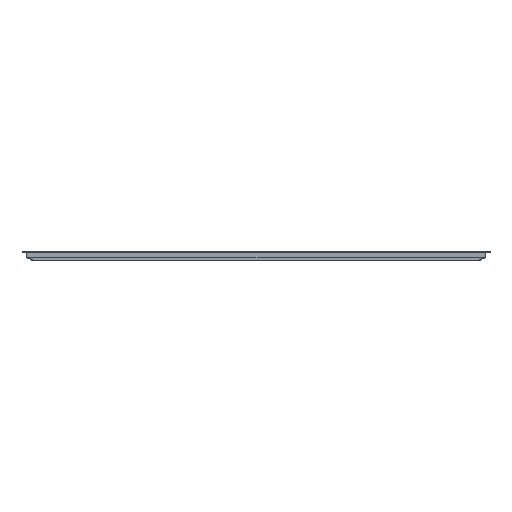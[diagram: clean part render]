
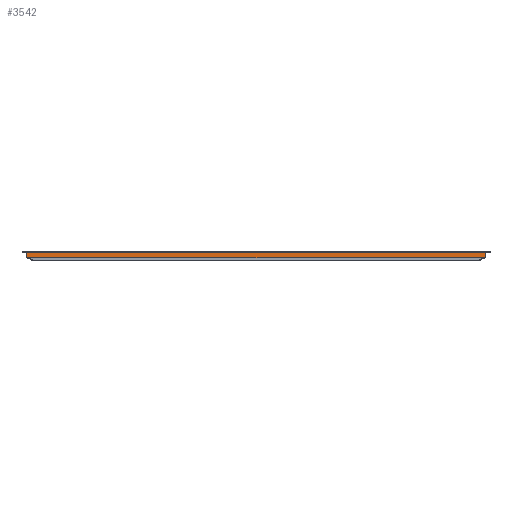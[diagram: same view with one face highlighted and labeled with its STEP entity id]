
A CAD part, top view. The second image highlights one B-rep face of the part: STEP entity #3542.
In plain terms, the highlighted planar face has unit normal (0, 0, 1).
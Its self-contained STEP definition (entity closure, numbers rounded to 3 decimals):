
#9 = EDGE_CURVE ( 'NONE', #1033, #792, #330, .T. ) ;
#14 = CIRCLE ( 'NONE', #837, 5. ) ;
#31 = DIRECTION ( 'NONE',  ( 0., -1., 0. ) ) ;
#72 = CARTESIAN_POINT ( 'NONE',  ( 528.25, -3., 47.45 ) ) ;
#289 = CARTESIAN_POINT ( 'NONE',  ( 528.25, -15., 47.45 ) ) ;
#330 = LINE ( 'NONE', #289, #3338 ) ;
#377 = DIRECTION ( 'NONE',  ( 0., 0., 1. ) ) ;
#432 = CARTESIAN_POINT ( 'NONE',  ( -528.25, -15., 47.45 ) ) ;
#545 = CARTESIAN_POINT ( 'NONE',  ( 0., 0., 47.45 ) ) ;
#679 = LINE ( 'NONE', #432, #1347 ) ;
#693 = DIRECTION ( 'NONE',  ( -1., 0., 0. ) ) ;
#697 = ORIENTED_EDGE ( 'NONE', *, *, #916, .T. ) ;
#704 = CARTESIAN_POINT ( 'NONE',  ( 0., -3., 47.45 ) ) ;
#731 = CARTESIAN_POINT ( 'NONE',  ( -528.25, -1.5, 47.45 ) ) ;
#792 = VERTEX_POINT ( 'NONE', #2576 ) ;
#837 = AXIS2_PLACEMENT_3D ( 'NONE', #1105, #1179, #2217 ) ;
#840 = DIRECTION ( 'NONE',  ( 0., -1., 0. ) ) ;
#845 = CARTESIAN_POINT ( 'NONE',  ( -528.25, -3., 47.45 ) ) ;
#887 = AXIS2_PLACEMENT_3D ( 'NONE', #545, #377, #1985 ) ;
#916 = EDGE_CURVE ( 'NONE', #2635, #2191, #1631, .T. ) ;
#928 = FACE_OUTER_BOUND ( 'NONE', #999, .T. ) ;
#932 = ORIENTED_EDGE ( 'NONE', *, *, #2083, .F. ) ;
#990 = AXIS2_PLACEMENT_3D ( 'NONE', #3104, #2503, #31 ) ;
#999 = EDGE_LOOP ( 'NONE', ( #1084, #697, #932, #1819, #2812, #1334 ) ) ;
#1033 = VERTEX_POINT ( 'NONE', #72 ) ;
#1084 = ORIENTED_EDGE ( 'NONE', *, *, #2639, .F. ) ;
#1105 = CARTESIAN_POINT ( 'NONE',  ( 523.25, -10., 47.45 ) ) ;
#1131 = EDGE_CURVE ( 'NONE', #1033, #2365, #2642, .T. ) ;
#1179 = DIRECTION ( 'NONE',  ( 0., 0., 1. ) ) ;
#1322 = LINE ( 'NONE', #731, #1750 ) ;
#1334 = ORIENTED_EDGE ( 'NONE', *, *, #1131, .T. ) ;
#1347 = VECTOR ( 'NONE', #693, 1000. ) ;
#1630 = DIRECTION ( 'NONE',  ( 0., 1., 0. ) ) ;
#1631 = CIRCLE ( 'NONE', #990, 5. ) ;
#1727 = PLANE ( 'NONE',  #887 ) ;
#1750 = VECTOR ( 'NONE', #1630, 1000. ) ;
#1811 = VECTOR ( 'NONE', #2285, 1000. ) ;
#1819 = ORIENTED_EDGE ( 'NONE', *, *, #2418, .T. ) ;
#1825 = CARTESIAN_POINT ( 'NONE',  ( -523.25, -15., 47.45 ) ) ;
#1985 = DIRECTION ( 'NONE',  ( 0., -1., 0. ) ) ;
#2083 = EDGE_CURVE ( 'NONE', #2717, #2191, #679, .T. ) ;
#2132 = CARTESIAN_POINT ( 'NONE',  ( -528.25, -10., 47.45 ) ) ;
#2191 = VERTEX_POINT ( 'NONE', #1825 ) ;
#2217 = DIRECTION ( 'NONE',  ( 0., -1., 0. ) ) ;
#2285 = DIRECTION ( 'NONE',  ( -1., 0., 0. ) ) ;
#2365 = VERTEX_POINT ( 'NONE', #845 ) ;
#2418 = EDGE_CURVE ( 'NONE', #2717, #792, #14, .T. ) ;
#2503 = DIRECTION ( 'NONE',  ( 0., 0., 1. ) ) ;
#2576 = CARTESIAN_POINT ( 'NONE',  ( 528.25, -10., 47.45 ) ) ;
#2635 = VERTEX_POINT ( 'NONE', #2132 ) ;
#2639 = EDGE_CURVE ( 'NONE', #2635, #2365, #1322, .T. ) ;
#2642 = LINE ( 'NONE', #704, #1811 ) ;
#2717 = VERTEX_POINT ( 'NONE', #3520 ) ;
#2812 = ORIENTED_EDGE ( 'NONE', *, *, #9, .F. ) ;
#3104 = CARTESIAN_POINT ( 'NONE',  ( -523.25, -10., 47.45 ) ) ;
#3338 = VECTOR ( 'NONE', #840, 1000. ) ;
#3520 = CARTESIAN_POINT ( 'NONE',  ( 523.25, -15., 47.45 ) ) ;
#3542 = ADVANCED_FACE ( 'NONE', ( #928 ), #1727, .T. ) ;
